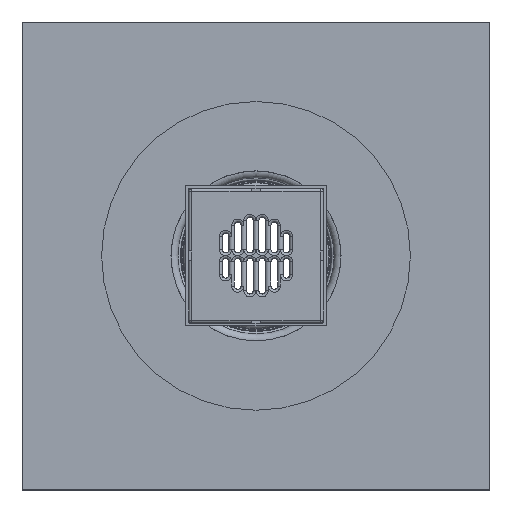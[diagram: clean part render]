
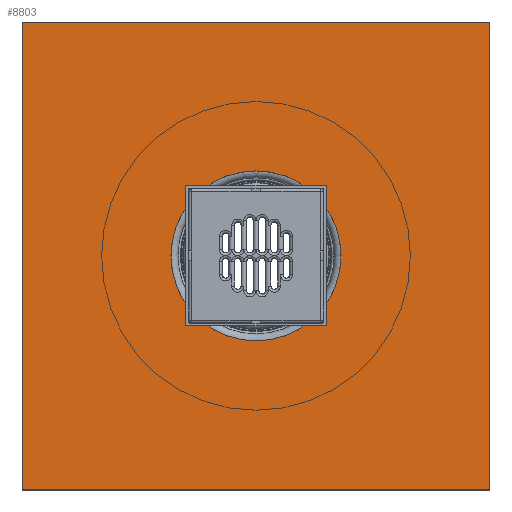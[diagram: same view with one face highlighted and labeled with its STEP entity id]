
A CAD part, top view. The second image highlights one B-rep face of the part: STEP entity #8803.
In plain terms, the highlighted planar face has unit normal (0, 0, 1).
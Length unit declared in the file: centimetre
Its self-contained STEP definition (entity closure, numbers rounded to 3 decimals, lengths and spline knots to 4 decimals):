
#582=FACE_BOUND('',#2437,.T.);
#993=CIRCLE('',#11058,90.8789);
#1743=FACE_OUTER_BOUND('',#2436,.T.);
#2436=EDGE_LOOP('',(#6612,#6613,#6614,#6615));
#2437=EDGE_LOOP('',(#6616));
#3261=VERTEX_POINT('',#17326);
#3262=VERTEX_POINT('',#17328);
#3264=VERTEX_POINT('',#17334);
#3267=VERTEX_POINT('',#17339);
#3269=VERTEX_POINT('',#17352);
#4420=EDGE_CURVE('',#3261,#3262,#9410,.T.);
#4426=EDGE_CURVE('',#3267,#3264,#9416,.T.);
#4427=EDGE_CURVE('',#3262,#3267,#9417,.T.);
#4430=EDGE_CURVE('',#3261,#3264,#9420,.T.);
#4432=EDGE_CURVE('',#3269,#3269,#993,.T.);
#6612=ORIENTED_EDGE('',*,*,#4430,.T.);
#6613=ORIENTED_EDGE('',*,*,#4426,.F.);
#6614=ORIENTED_EDGE('',*,*,#4427,.F.);
#6615=ORIENTED_EDGE('',*,*,#4420,.F.);
#6616=ORIENTED_EDGE('',*,*,#4432,.T.);
#8386=PLANE('',#11057);
#8803=ADVANCED_FACE('',(#1743,#582),#8386,.F.);
#9410=LINE('',#17329,#9999);
#9416=LINE('',#17341,#10005);
#9417=LINE('',#17343,#10006);
#9420=LINE('',#17347,#10009);
#9999=VECTOR('',#13439,1.);
#10005=VECTOR('',#13447,1.);
#10006=VECTOR('',#13450,1.);
#10009=VECTOR('',#13455,1.);
#11057=AXIS2_PLACEMENT_3D('',#17351,#13460,#13461);
#11058=AXIS2_PLACEMENT_3D('',#17353,#13462,#13463);
#13439=DIRECTION('',(1.,0.,0.));
#13447=DIRECTION('',(-1.,0.,0.));
#13450=DIRECTION('',(0.,-1.,0.));
#13455=DIRECTION('',(0.,-1.,0.));
#13460=DIRECTION('center_axis',(0.,0.,-1.));
#13461=DIRECTION('ref_axis',(0.,-1.,0.));
#13462=DIRECTION('center_axis',(0.,0.,-1.));
#13463=DIRECTION('ref_axis',(1.,0.,0.));
#17326=CARTESIAN_POINT('',(-250.,250.,379.2291));
#17328=CARTESIAN_POINT('',(250.,250.,379.2291));
#17329=CARTESIAN_POINT('',(0.,250.,379.2291));
#17334=CARTESIAN_POINT('',(-250.,-250.,379.2291));
#17339=CARTESIAN_POINT('',(250.,-250.,379.2291));
#17341=CARTESIAN_POINT('',(0.,-250.,379.2291));
#17343=CARTESIAN_POINT('',(250.,0.,379.2291));
#17347=CARTESIAN_POINT('',(-250.,0.,379.2291));
#17351=CARTESIAN_POINT('Origin',(0.,0.,
379.2291));
#17352=CARTESIAN_POINT('',(0.,-90.8789,379.2291));
#17353=CARTESIAN_POINT('Origin',(0.,0.,
379.2291));
